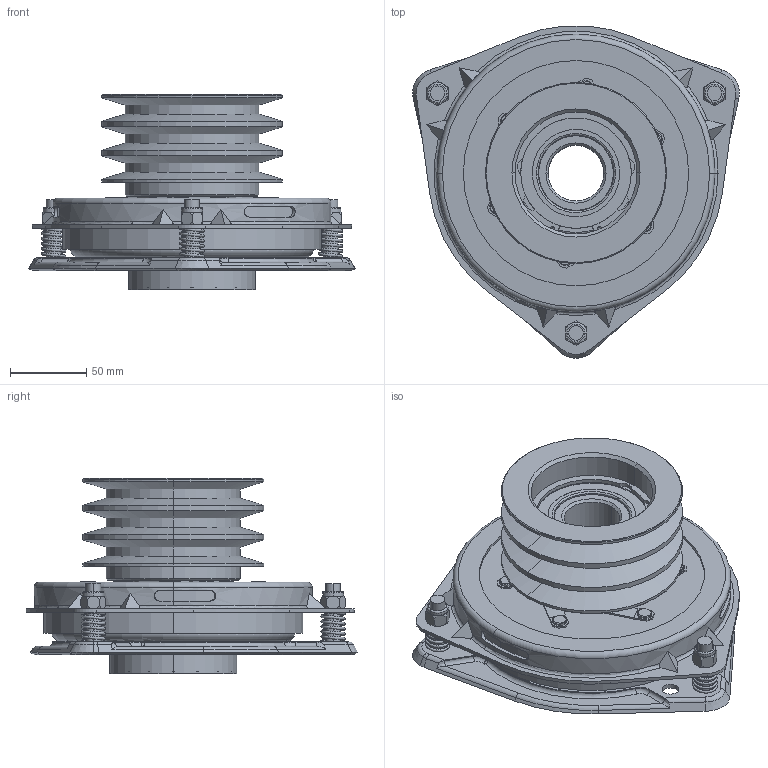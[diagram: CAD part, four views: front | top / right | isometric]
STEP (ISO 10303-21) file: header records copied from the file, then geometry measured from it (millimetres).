
FILE_DESCRIPTION (( 'STEP AP203' ), '1' );
FILE_NAME ('MGCL&BR.STEP', '2016-11-02T02:44:52', ( '' ), ( '' ), 'SwSTEP 2.0', 'SolidWorks 2014', '' );
FILE_SCHEMA (( 'CONFIG_CONTROL_DESIGN' ));
Length unit declared in the file: millimetre
Products named in the file (1): MGCL&BR
Bounding box: 214.65 x 218.04 x 128.1 mm (x, y, z)
Volume: 1354449 mm3; surface area: 276613.6 mm2
Topology: 1 solids, 21 shells, 1000 faces, 2428 edges, 1511 vertices
Faces by surface type: plane 369, cylinder 366, cone 109, torus 108, bspline 36, sphere 12
Entity records: 35421 total; most frequent: CARTESIAN_POINT 11447, DIRECTION 5316, ORIENTED_EDGE 4844, EDGE_CURVE 2422, AXIS2_PLACEMENT_3D 2130, VERTEX_POINT 1511, CIRCLE 1165, EDGE_LOOP 1133
